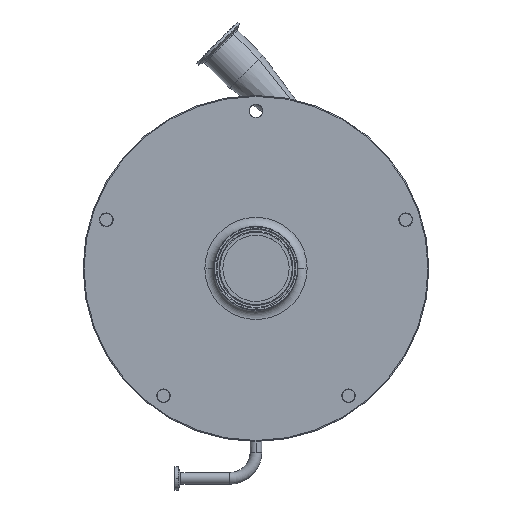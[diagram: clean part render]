
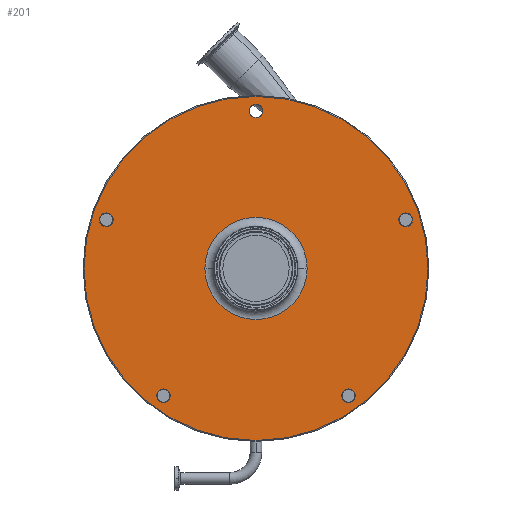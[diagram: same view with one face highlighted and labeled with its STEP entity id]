
A CAD part, top view. The second image highlights one B-rep face of the part: STEP entity #201.
In plain terms, the highlighted planar face has unit normal (0, 0, 1).
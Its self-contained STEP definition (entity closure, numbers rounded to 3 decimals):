
#22 = DIRECTION ( 'NONE',  ( 0., 0., 1. ) ) ;
#96 = CARTESIAN_POINT ( 'NONE',  ( -7.5, 172.5, 254. ) ) ;
#110 = EDGE_LOOP ( 'NONE', ( #3813, #2039 ) ) ;
#201 = ADVANCED_FACE ( 'NONE', ( #5361, #2742, #1924, #3049, #1430, #3296, #4989 ), #805, .F. ) ;
#230 = EDGE_LOOP ( 'NONE', ( #4500, #631 ) ) ;
#256 = AXIS2_PLACEMENT_3D ( 'NONE', #4982, #6212, #2173 ) ;
#268 = DIRECTION ( 'NONE',  ( -1., 0., 0. ) ) ;
#273 = EDGE_CURVE ( 'NONE', #5817, #345, #2247, .T. ) ;
#278 = CARTESIAN_POINT ( 'NONE',  ( -164.057, 45.805, 254. ) ) ;
#279 = DIRECTION ( 'NONE',  ( 0., -1., 0. ) ) ;
#299 = CARTESIAN_POINT ( 'NONE',  ( 164.057, 45.805, 254. ) ) ;
#319 = EDGE_CURVE ( 'NONE', #388, #4481, #1887, .T. ) ;
#345 = VERTEX_POINT ( 'NONE', #4511 ) ;
#388 = VERTEX_POINT ( 'NONE', #5385 ) ;
#473 = DIRECTION ( 'NONE',  ( 0., 0., 1. ) ) ;
#519 = ORIENTED_EDGE ( 'NONE', *, *, #1038, .F. ) ;
#538 = CIRCLE ( 'NONE', #769, 188.5 ) ;
#568 = CIRCLE ( 'NONE', #3749, 7.5 ) ;
#591 = VERTEX_POINT ( 'NONE', #649 ) ;
#631 = ORIENTED_EDGE ( 'NONE', *, *, #6395, .T. ) ;
#633 = DIRECTION ( 'NONE',  ( 0., 0., 1. ) ) ;
#649 = CARTESIAN_POINT ( 'NONE',  ( -164.057, 60.805, 254. ) ) ;
#769 = AXIS2_PLACEMENT_3D ( 'NONE', #3844, #473, #4916 ) ;
#805 = PLANE ( 'NONE',  #5197 ) ;
#820 = DIRECTION ( 'NONE',  ( 0., -1., 0. ) ) ;
#844 = DIRECTION ( 'NONE',  ( 0., 0., 1. ) ) ;
#859 = DIRECTION ( 'NONE',  ( 0., 0., 1. ) ) ;
#891 = AXIS2_PLACEMENT_3D ( 'NONE', #936, #859, #7069 ) ;
#921 = AXIS2_PLACEMENT_3D ( 'NONE', #4509, #1695, #5176 ) ;
#936 = CARTESIAN_POINT ( 'NONE',  ( 0., 0., 254. ) ) ;
#1031 = DIRECTION ( 'NONE',  ( 0., 0., -1. ) ) ;
#1038 = EDGE_CURVE ( 'NONE', #345, #5817, #5318, .T. ) ;
#1168 = VERTEX_POINT ( 'NONE', #2305 ) ;
#1172 = CIRCLE ( 'NONE', #921, 7.5 ) ;
#1175 = DIRECTION ( 'NONE',  ( 0., 0., 1. ) ) ;
#1430 = FACE_BOUND ( 'NONE', #2323, .T. ) ;
#1626 = ORIENTED_EDGE ( 'NONE', *, *, #5735, .T. ) ;
#1695 = DIRECTION ( 'NONE',  ( 0., 0., 1. ) ) ;
#1697 = CARTESIAN_POINT ( 'NONE',  ( -101.393, -139.555, 254. ) ) ;
#1741 = CARTESIAN_POINT ( 'NONE',  ( 164.057, 53.305, 254. ) ) ;
#1887 = CIRCLE ( 'NONE', #6986, 7.5 ) ;
#1910 = CARTESIAN_POINT ( 'NONE',  ( -101.393, -147.055, 254. ) ) ;
#1924 = FACE_BOUND ( 'NONE', #3212, .T. ) ;
#1943 = AXIS2_PLACEMENT_3D ( 'NONE', #2485, #4203, #279 ) ;
#2039 = ORIENTED_EDGE ( 'NONE', *, *, #7034, .F. ) ;
#2116 = DIRECTION ( 'NONE',  ( 1., 0., 0. ) ) ;
#2120 = ORIENTED_EDGE ( 'NONE', *, *, #3446, .F. ) ;
#2151 = ORIENTED_EDGE ( 'NONE', *, *, #273, .F. ) ;
#2173 = DIRECTION ( 'NONE',  ( 0., -1., 0. ) ) ;
#2247 = CIRCLE ( 'NONE', #5427, 7.5 ) ;
#2305 = CARTESIAN_POINT ( 'NONE',  ( 7.5, 172.5, 254. ) ) ;
#2312 = VERTEX_POINT ( 'NONE', #6183 ) ;
#2323 = EDGE_LOOP ( 'NONE', ( #3645, #2120 ) ) ;
#2358 = DIRECTION ( 'NONE',  ( 0., -1., 0. ) ) ;
#2373 = DIRECTION ( 'NONE',  ( 1., 0., 0. ) ) ;
#2374 = EDGE_CURVE ( 'NONE', #4481, #388, #2412, .T. ) ;
#2377 = DIRECTION ( 'NONE',  ( 0., -1., 0. ) ) ;
#2412 = CIRCLE ( 'NONE', #256, 7.5 ) ;
#2442 = CIRCLE ( 'NONE', #4306, 56. ) ;
#2485 = CARTESIAN_POINT ( 'NONE',  ( 101.393, -139.555, 254. ) ) ;
#2496 = CARTESIAN_POINT ( 'NONE',  ( 0., 189.5, 254. ) ) ;
#2606 = EDGE_LOOP ( 'NONE', ( #2151, #519 ) ) ;
#2742 = FACE_BOUND ( 'NONE', #2606, .T. ) ;
#2749 = DIRECTION ( 'NONE',  ( -1., 0., 0. ) ) ;
#2823 = CARTESIAN_POINT ( 'NONE',  ( 56., 0., 254. ) ) ;
#2881 = EDGE_CURVE ( 'NONE', #3925, #3032, #5897, .T. ) ;
#2898 = DIRECTION ( 'NONE',  ( 0., -1., 0. ) ) ;
#2917 = CIRCLE ( 'NONE', #5634, 7.5 ) ;
#3032 = VERTEX_POINT ( 'NONE', #2823 ) ;
#3033 = EDGE_CURVE ( 'NONE', #4238, #591, #1172, .T. ) ;
#3049 = FACE_BOUND ( 'NONE', #4187, .T. ) ;
#3212 = EDGE_LOOP ( 'NONE', ( #4105, #5801 ) ) ;
#3296 = FACE_OUTER_BOUND ( 'NONE', #230, .T. ) ;
#3369 = CARTESIAN_POINT ( 'NONE',  ( 0., 172.5, 254. ) ) ;
#3373 = DIRECTION ( 'NONE',  ( 0., 0., 1. ) ) ;
#3446 = EDGE_CURVE ( 'NONE', #5654, #1168, #6200, .T. ) ;
#3483 = AXIS2_PLACEMENT_3D ( 'NONE', #6531, #844, #2116 ) ;
#3645 = ORIENTED_EDGE ( 'NONE', *, *, #5640, .F. ) ;
#3647 = CARTESIAN_POINT ( 'NONE',  ( 101.393, -147.055, 254. ) ) ;
#3695 = AXIS2_PLACEMENT_3D ( 'NONE', #4526, #633, #2358 ) ;
#3737 = EDGE_CURVE ( 'NONE', #5312, #6066, #5963, .T. ) ;
#3749 = AXIS2_PLACEMENT_3D ( 'NONE', #4889, #4373, #820 ) ;
#3771 = CARTESIAN_POINT ( 'NONE',  ( -188.5, 0., 254. ) ) ;
#3813 = ORIENTED_EDGE ( 'NONE', *, *, #3033, .F. ) ;
#3844 = CARTESIAN_POINT ( 'NONE',  ( 0., 0., 254. ) ) ;
#3845 = CARTESIAN_POINT ( 'NONE',  ( 0., 0., 254. ) ) ;
#3925 = VERTEX_POINT ( 'NONE', #5287 ) ;
#4060 = DIRECTION ( 'NONE',  ( 0., 0., -1. ) ) ;
#4105 = ORIENTED_EDGE ( 'NONE', *, *, #3737, .F. ) ;
#4187 = EDGE_LOOP ( 'NONE', ( #4901, #4291 ) ) ;
#4203 = DIRECTION ( 'NONE',  ( 0., 0., 1. ) ) ;
#4238 = VERTEX_POINT ( 'NONE', #278 ) ;
#4291 = ORIENTED_EDGE ( 'NONE', *, *, #319, .F. ) ;
#4306 = AXIS2_PLACEMENT_3D ( 'NONE', #6324, #4060, #268 ) ;
#4373 = DIRECTION ( 'NONE',  ( 0., 0., 1. ) ) ;
#4481 = VERTEX_POINT ( 'NONE', #299 ) ;
#4500 = ORIENTED_EDGE ( 'NONE', *, *, #5057, .T. ) ;
#4509 = CARTESIAN_POINT ( 'NONE',  ( -164.057, 53.305, 254. ) ) ;
#4511 = CARTESIAN_POINT ( 'NONE',  ( -101.393, -132.055, 254. ) ) ;
#4526 = CARTESIAN_POINT ( 'NONE',  ( 101.393, -139.555, 254. ) ) ;
#4538 = VERTEX_POINT ( 'NONE', #3771 ) ;
#4625 = CARTESIAN_POINT ( 'NONE',  ( -101.393, -139.555, 254. ) ) ;
#4709 = ORIENTED_EDGE ( 'NONE', *, *, #2881, .T. ) ;
#4833 = CARTESIAN_POINT ( 'NONE',  ( 101.393, -132.055, 254. ) ) ;
#4889 = CARTESIAN_POINT ( 'NONE',  ( -164.057, 53.305, 254. ) ) ;
#4901 = ORIENTED_EDGE ( 'NONE', *, *, #2374, .F. ) ;
#4916 = DIRECTION ( 'NONE',  ( -1., 0., 0. ) ) ;
#4982 = CARTESIAN_POINT ( 'NONE',  ( 164.057, 53.305, 254. ) ) ;
#4989 = FACE_BOUND ( 'NONE', #6510, .T. ) ;
#5057 = EDGE_CURVE ( 'NONE', #4538, #2312, #538, .T. ) ;
#5146 = CIRCLE ( 'NONE', #1943, 7.5 ) ;
#5176 = DIRECTION ( 'NONE',  ( 0., -1., 0. ) ) ;
#5197 = AXIS2_PLACEMENT_3D ( 'NONE', #2496, #5291, #5324 ) ;
#5287 = CARTESIAN_POINT ( 'NONE',  ( -56., 0., 254. ) ) ;
#5291 = DIRECTION ( 'NONE',  ( 0., 0., -1. ) ) ;
#5312 = VERTEX_POINT ( 'NONE', #3647 ) ;
#5318 = CIRCLE ( 'NONE', #6511, 7.5 ) ;
#5324 = DIRECTION ( 'NONE',  ( -1., 0., 0. ) ) ;
#5339 = EDGE_CURVE ( 'NONE', #6066, #5312, #5146, .T. ) ;
#5361 = FACE_BOUND ( 'NONE', #110, .T. ) ;
#5385 = CARTESIAN_POINT ( 'NONE',  ( 164.057, 60.805, 254. ) ) ;
#5427 = AXIS2_PLACEMENT_3D ( 'NONE', #4625, #22, #2377 ) ;
#5540 = AXIS2_PLACEMENT_3D ( 'NONE', #3845, #1031, #2749 ) ;
#5633 = DIRECTION ( 'NONE',  ( 0., -1., 0. ) ) ;
#5634 = AXIS2_PLACEMENT_3D ( 'NONE', #3369, #1175, #2373 ) ;
#5640 = EDGE_CURVE ( 'NONE', #1168, #5654, #2917, .T. ) ;
#5654 = VERTEX_POINT ( 'NONE', #96 ) ;
#5735 = EDGE_CURVE ( 'NONE', #3032, #3925, #2442, .T. ) ;
#5801 = ORIENTED_EDGE ( 'NONE', *, *, #5339, .F. ) ;
#5817 = VERTEX_POINT ( 'NONE', #1910 ) ;
#5897 = CIRCLE ( 'NONE', #5540, 56. ) ;
#5963 = CIRCLE ( 'NONE', #3695, 7.5 ) ;
#6066 = VERTEX_POINT ( 'NONE', #4833 ) ;
#6183 = CARTESIAN_POINT ( 'NONE',  ( 188.5, 0., 254. ) ) ;
#6200 = CIRCLE ( 'NONE', #3483, 7.5 ) ;
#6212 = DIRECTION ( 'NONE',  ( 0., 0., 1. ) ) ;
#6324 = CARTESIAN_POINT ( 'NONE',  ( 0., 0., 254. ) ) ;
#6395 = EDGE_CURVE ( 'NONE', #2312, #4538, #6585, .T. ) ;
#6510 = EDGE_LOOP ( 'NONE', ( #4709, #1626 ) ) ;
#6511 = AXIS2_PLACEMENT_3D ( 'NONE', #1697, #3373, #5633 ) ;
#6531 = CARTESIAN_POINT ( 'NONE',  ( 0., 172.5, 254. ) ) ;
#6585 = CIRCLE ( 'NONE', #891, 188.5 ) ;
#6986 = AXIS2_PLACEMENT_3D ( 'NONE', #1741, #7347, #2898 ) ;
#7034 = EDGE_CURVE ( 'NONE', #591, #4238, #568, .T. ) ;
#7069 = DIRECTION ( 'NONE',  ( -1., 0., 0. ) ) ;
#7347 = DIRECTION ( 'NONE',  ( 0., 0., 1. ) ) ;
